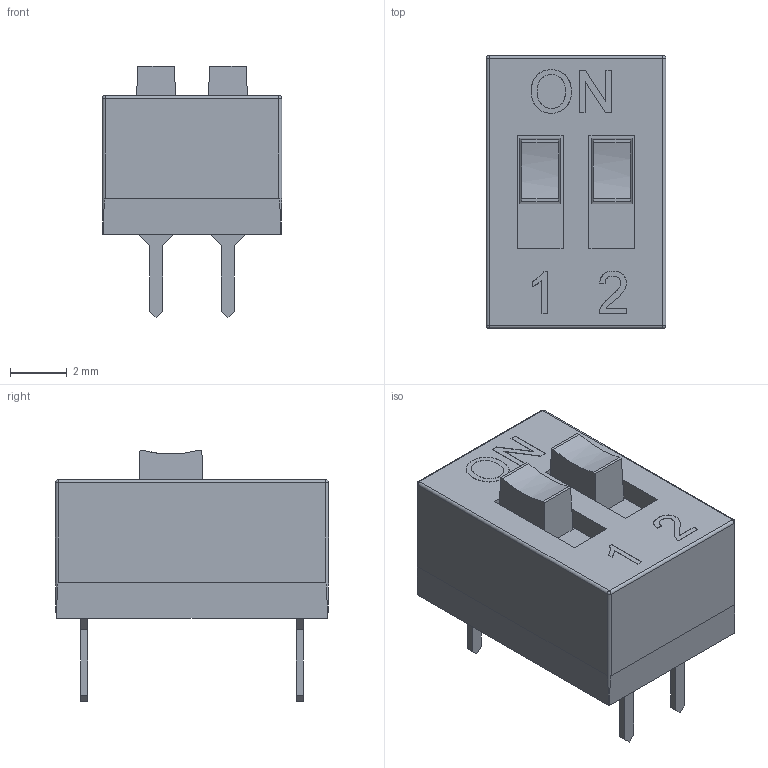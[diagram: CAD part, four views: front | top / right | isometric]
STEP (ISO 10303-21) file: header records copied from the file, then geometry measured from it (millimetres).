
FILE_DESCRIPTION((' '),'2;1');
FILE_NAME( 'SW-NDS-02V.stp', '2022-09-02T17:08:28', (' '), ('--- Datakit www.datakit.com---'), ' Datakit CrossCadWare V2022.3 Jun 15 2022', 'DATAKIT 2022 (c)', ' ');
FILE_SCHEMA(('AP242_MANAGED_MODEL_BASED_3D_ENGINEERING_MIM_LF { 1 0 10303 442 1 1 4 }'));
Length unit declared in the file: millimetre
Products named in the file (1): SW-NDS-02V
Bounding box: 6.35 x 9.65 x 8.88 mm (x, y, z)
Volume: 301.9 mm3; surface area: 335.2 mm2
Topology: 1 solids, 1 shells, 121 faces, 310 edges, 200 vertices
Faces by surface type: plane 88, extrusion 19, cylinder 10, sphere 4
Entity records: 4674 total; most frequent: CARTESIAN_POINT 1636, ORIENTED_EDGE 612, DIRECTION 521, EDGE_CURVE 306, VECTOR 259, LINE 240, VERTEX_POINT 200, EDGE_LOOP 134
